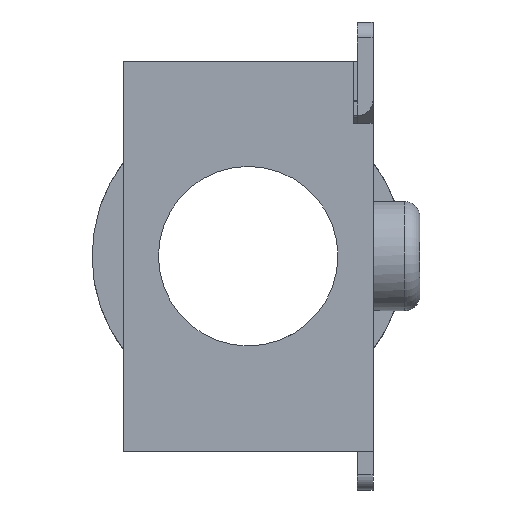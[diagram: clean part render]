
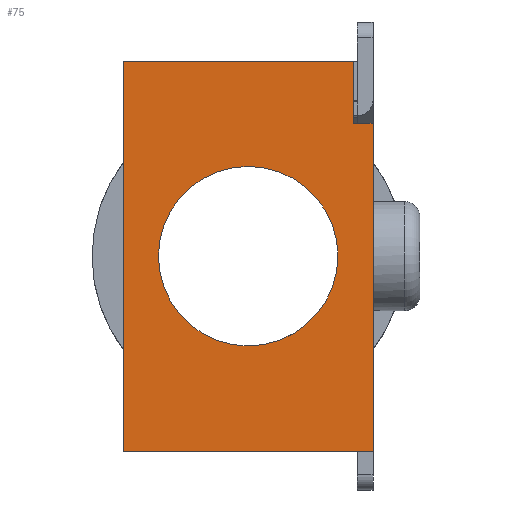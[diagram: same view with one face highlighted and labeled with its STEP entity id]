
A CAD part, left-side view. The second image highlights one B-rep face of the part: STEP entity #75.
In plain terms, the highlighted planar face has unit normal (-1, 0, 0).
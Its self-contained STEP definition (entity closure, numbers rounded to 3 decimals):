
#75=ADVANCED_FACE('',(#805,#806),#807,.T.);
#805=FACE_OUTER_BOUND('',#2238,.T.);
#806=FACE_BOUND('',#2239,.T.);
#807=PLANE('',#2240);
#2238=EDGE_LOOP('',(#3873,#3874,#3875,#3876,#3877,#3878));
#2239=EDGE_LOOP('',(#3879,#3880));
#2240=AXIS2_PLACEMENT_3D('',#3881,#3882,#3883);
#3873=ORIENTED_EDGE('',*,*,#9787,.T.);
#3874=ORIENTED_EDGE('',*,*,#9788,.F.);
#3875=ORIENTED_EDGE('',*,*,#9789,.F.);
#3876=ORIENTED_EDGE('',*,*,#9720,.T.);
#3877=ORIENTED_EDGE('',*,*,#9790,.T.);
#3878=ORIENTED_EDGE('',*,*,#9766,.T.);
#3879=ORIENTED_EDGE('',*,*,#9791,.F.);
#3880=ORIENTED_EDGE('',*,*,#9792,.F.);
#3881=CARTESIAN_POINT('',(-10.5,0.0,-2.5));
#3882=DIRECTION('',(-1.0,0.0,0.0));
#3883=DIRECTION('',(0.0,0.0,1.0));
#9720=EDGE_CURVE('',#11764,#11762,#11765,.T.);
#9766=EDGE_CURVE('',#11831,#11840,#11842,.T.);
#9787=EDGE_CURVE('',#11840,#11882,#11883,.T.);
#9788=EDGE_CURVE('',#11884,#11882,#11885,.T.);
#9789=EDGE_CURVE('',#11764,#11884,#11886,.T.);
#9790=EDGE_CURVE('',#11762,#11831,#11887,.T.);
#9791=EDGE_CURVE('',#11888,#11889,#11890,.T.);
#9792=EDGE_CURVE('',#11889,#11888,#11891,.T.);
#11762=VERTEX_POINT('',#15093);
#11764=VERTEX_POINT('',#15096);
#11765=LINE('',#15097,#15098);
#11831=VERTEX_POINT('',#15192);
#11840=VERTEX_POINT('',#15205);
#11842=LINE('',#15208,#15209);
#11882=VERTEX_POINT('',#15269);
#11883=LINE('',#15270,#15271);
#11884=VERTEX_POINT('',#15272);
#11885=LINE('',#15273,#15274);
#11886=LINE('',#15275,#15276);
#11887=LINE('',#15277,#15278);
#11888=VERTEX_POINT('',#15279);
#11889=VERTEX_POINT('',#15280);
#11890=CIRCLE('',#15281,1.15);
#11891=CIRCLE('',#15282,1.15);
#15093=CARTESIAN_POINT('',(-10.5,0.0,1.702));
#15096=CARTESIAN_POINT('',(-10.5,0.0,-2.5));
#15097=CARTESIAN_POINT('',(-10.5,0.0,-2.5));
#15098=VECTOR('',#20160,4.202);
#15192=CARTESIAN_POINT('',(-10.5,0.25,1.702));
#15205=CARTESIAN_POINT('',(-10.5,0.25,2.5));
#15208=CARTESIAN_POINT('',(-10.5,0.25,1.702));
#15209=VECTOR('',#20230,0.798);
#15269=CARTESIAN_POINT('',(-10.5,3.2,2.5));
#15270=CARTESIAN_POINT('',(-10.5,0.25,2.5));
#15271=VECTOR('',#20251,2.95);
#15272=CARTESIAN_POINT('',(-10.5,3.2,-2.5));
#15273=CARTESIAN_POINT('',(-10.5,3.2,-2.5));
#15274=VECTOR('',#20252,5.0);
#15275=CARTESIAN_POINT('',(-10.5,0.0,-2.5));
#15276=VECTOR('',#20253,3.2);
#15277=CARTESIAN_POINT('',(-10.5,0.0,1.702));
#15278=VECTOR('',#20254,0.25);
#15279=CARTESIAN_POINT('',(-10.5,1.6,-1.15));
#15280=CARTESIAN_POINT('',(-10.5,1.6,1.15));
#15281=AXIS2_PLACEMENT_3D('',#20255,#20256,#20257);
#15282=AXIS2_PLACEMENT_3D('',#20258,#20259,#20260);
#20160=DIRECTION('',(0.0,0.0,1.0));
#20230=DIRECTION('',(0.0,0.0,1.0));
#20251=DIRECTION('',(0.0,1.0,0.0));
#20252=DIRECTION('',(0.0,0.0,1.0));
#20253=DIRECTION('',(0.0,1.0,0.0));
#20254=DIRECTION('',(0.0,1.0,0.0));
#20255=CARTESIAN_POINT('',(-10.5,1.6,0.0));
#20256=DIRECTION('',(-1.0,0.0,0.0));
#20257=DIRECTION('',(0.0,0.0,-1.0));
#20258=CARTESIAN_POINT('',(-10.5,1.6,0.0));
#20259=DIRECTION('',(-1.0,0.0,0.0));
#20260=DIRECTION('',(0.0,0.0,1.0));
